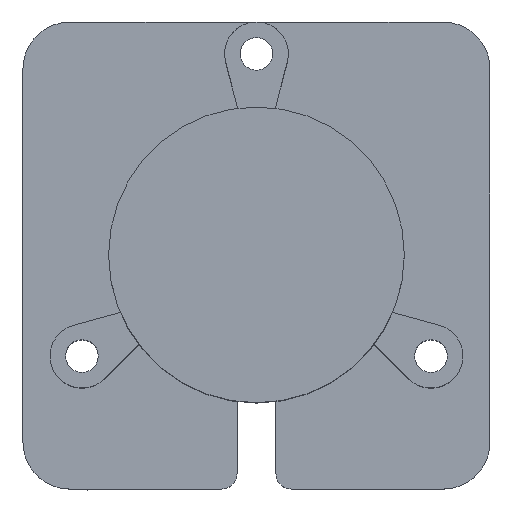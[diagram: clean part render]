
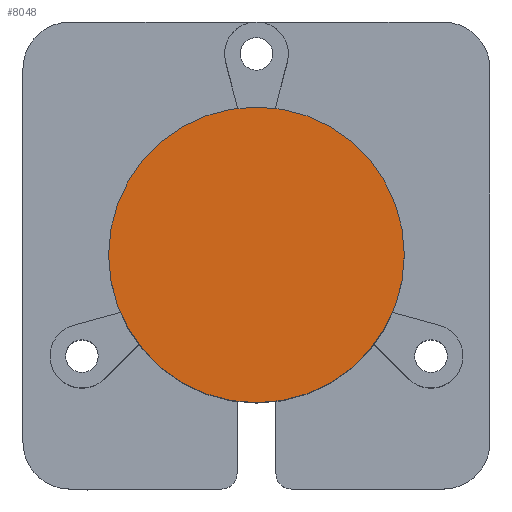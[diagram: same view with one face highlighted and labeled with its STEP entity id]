
A CAD part, top view. The second image highlights one B-rep face of the part: STEP entity #8048.
In plain terms, the highlighted planar face has unit normal (0, 0, 1).
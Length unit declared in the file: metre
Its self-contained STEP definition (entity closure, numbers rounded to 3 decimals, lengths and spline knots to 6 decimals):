
#1499=ORIENTED_EDGE('',*,*,#3938,.T.);
#3938=EDGE_CURVE('',#5160,#5160,#6000,.T.);
#5160=VERTEX_POINT('',#12392);
#6000=CIRCLE('',#8643,0.0095);
#6579=EDGE_LOOP('',(#1499));
#7205=FACE_BOUND('',#6579,.T.);
#7825=PLANE('',#8646);
#8048=ADVANCED_FACE('',(#7205),#7825,.T.);
#8643=AXIS2_PLACEMENT_3D('',#12391,#9712,#9713);
#8646=AXIS2_PLACEMENT_3D('',#12396,#9718,#9719);
#9712=DIRECTION('',(0.,0.,1.));
#9713=DIRECTION('',(1.,0.,0.));
#9718=DIRECTION('',(0.,0.,1.));
#9719=DIRECTION('',(1.,0.,0.));
#12391=CARTESIAN_POINT('',(0.,0.,0.0275));
#12392=CARTESIAN_POINT('',(0.0095,0.,0.0275));
#12396=CARTESIAN_POINT('',(0.,0.,0.0275));
